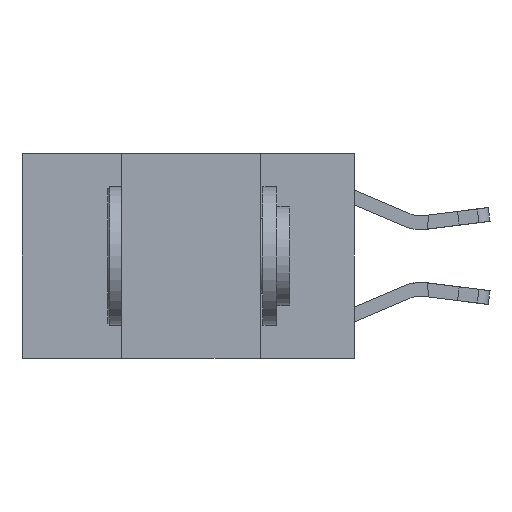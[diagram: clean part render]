
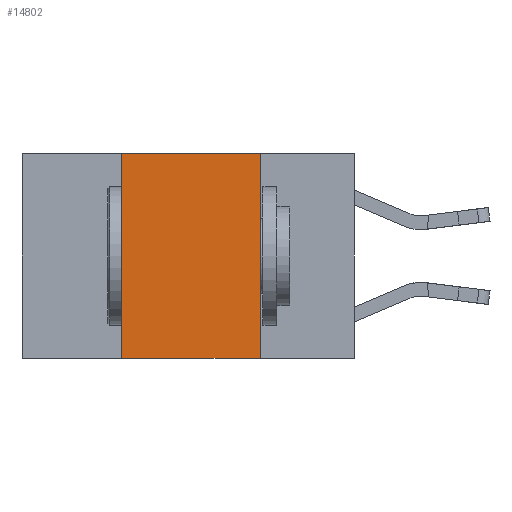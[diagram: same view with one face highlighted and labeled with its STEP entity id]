
A CAD part, left-side view. The second image highlights one B-rep face of the part: STEP entity #14802.
In plain terms, the highlighted planar face has unit normal (-1, 0, 0).
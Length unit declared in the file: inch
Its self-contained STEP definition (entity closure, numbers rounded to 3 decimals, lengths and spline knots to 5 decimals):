
#1019 = CARTESIAN_POINT ( 'NONE',  ( 0., 0.17, 0. ) ) ;
#1228 = VERTEX_POINT ( 'NONE', #8843 ) ;
#1381 = DIRECTION ( 'NONE',  ( 1., 0., 0. ) ) ;
#2808 = VECTOR ( 'NONE', #16940, 39.37008 ) ;
#3037 = ORIENTED_EDGE ( 'NONE', *, *, #9497, .F. ) ;
#3257 = ORIENTED_EDGE ( 'NONE', *, *, #22446, .F. ) ;
#4788 = DIRECTION ( 'NONE',  ( 0., 0., -1. ) ) ;
#6437 = DIRECTION ( 'NONE',  ( 0., 0., -1. ) ) ;
#6961 = CARTESIAN_POINT ( 'NONE',  ( 0., 0.6, 0. ) ) ;
#8646 = CARTESIAN_POINT ( 'NONE',  ( 0., 0.17, -0.37 ) ) ;
#8843 = CARTESIAN_POINT ( 'NONE',  ( 0., 0.17, 0. ) ) ;
#9364 = ORIENTED_EDGE ( 'NONE', *, *, #17086, .T. ) ;
#9497 = EDGE_CURVE ( 'NONE', #10555, #24616, #12197, .T. ) ;
#10555 = VERTEX_POINT ( 'NONE', #17630 ) ;
#11399 = LINE ( 'NONE', #22948, #2808 ) ;
#11725 = ORIENTED_EDGE ( 'NONE', *, *, #17342, .F. ) ;
#11790 = EDGE_LOOP ( 'NONE', ( #3257, #11725, #3037, #9364 ) ) ;
#12197 = LINE ( 'NONE', #16481, #24304 ) ;
#12200 = VERTEX_POINT ( 'NONE', #8646 ) ;
#12602 = PLANE ( 'NONE',  #24196 ) ;
#13069 = VECTOR ( 'NONE', #6437, 39.37008 ) ;
#14802 = ADVANCED_FACE ( 'NONE', ( #22020 ), #12602, .F. ) ;
#16481 = CARTESIAN_POINT ( 'NONE',  ( 0., 0.42, 0. ) ) ;
#16940 = DIRECTION ( 'NONE',  ( 0., -1., 0. ) ) ;
#17086 = EDGE_CURVE ( 'NONE', #10555, #12200, #11399, .T. ) ;
#17342 = EDGE_CURVE ( 'NONE', #24616, #1228, #24328, .T. ) ;
#17630 = CARTESIAN_POINT ( 'NONE',  ( 0., 0.42, -0.37 ) ) ;
#19859 = DIRECTION ( 'NONE',  ( 0., 0., 1. ) ) ;
#20425 = DIRECTION ( 'NONE',  ( 0., -1., 0. ) ) ;
#21317 = CARTESIAN_POINT ( 'NONE',  ( 0., 0.42, 0. ) ) ;
#22017 = LINE ( 'NONE', #1019, #13069 ) ;
#22020 = FACE_OUTER_BOUND ( 'NONE', #11790, .T. ) ;
#22214 = VECTOR ( 'NONE', #20425, 39.37008 ) ;
#22446 = EDGE_CURVE ( 'NONE', #1228, #12200, #22017, .T. ) ;
#22948 = CARTESIAN_POINT ( 'NONE',  ( 0., 0.6, -0.37 ) ) ;
#24150 = CARTESIAN_POINT ( 'NONE',  ( 0., 0.6, 0. ) ) ;
#24196 = AXIS2_PLACEMENT_3D ( 'NONE', #24150, #1381, #4788 ) ;
#24304 = VECTOR ( 'NONE', #19859, 39.37008 ) ;
#24328 = LINE ( 'NONE', #6961, #22214 ) ;
#24616 = VERTEX_POINT ( 'NONE', #21317 ) ;
